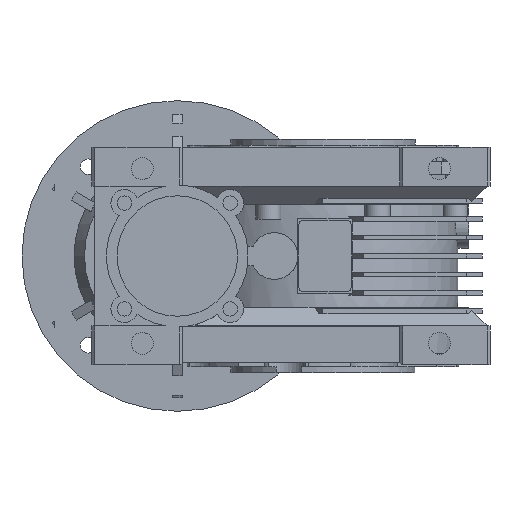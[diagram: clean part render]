
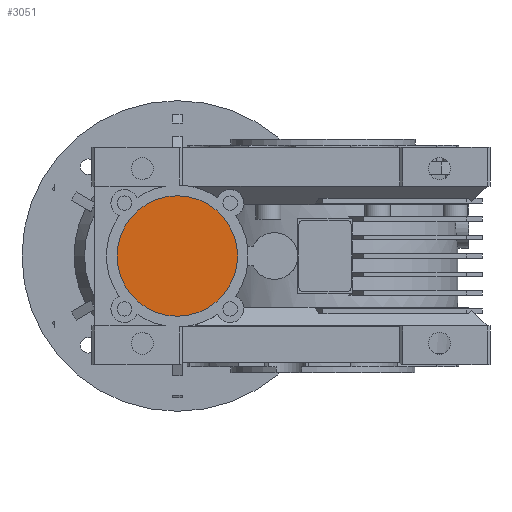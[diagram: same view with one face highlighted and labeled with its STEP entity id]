
A CAD part, left-side view. The second image highlights one B-rep face of the part: STEP entity #3051.
In plain terms, the highlighted face is planar.
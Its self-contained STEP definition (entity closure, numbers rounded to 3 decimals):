
#3051=ADVANCED_FACE('',(#6309),#6310,.T.);
#6309=FACE_OUTER_BOUND('',#9695,.T.);
#6310=PLANE('',#9696);
#9695=EDGE_LOOP('',(#18870));
#9696=AXIS2_PLACEMENT_3D('',#18871,#18872,#18873);
#18870=ORIENTED_EDGE('',*,*,#20820,.T.);
#18871=CARTESIAN_POINT('',(0.,84.51,75.));
#18872=DIRECTION('',(0.,1.,0.));
#18873=DIRECTION('',(1.,0.,0.));
#20820=EDGE_CURVE('',#25535,#25535,#25536,.T.);
#25535=VERTEX_POINT('',#32157);
#25536=CIRCLE('',#32158,31.);
#32157=CARTESIAN_POINT('',(0.,84.51,106.));
#32158=AXIS2_PLACEMENT_3D('',#39007,#39008,#39009);
#39007=CARTESIAN_POINT('',(0.,84.51,75.));
#39008=DIRECTION('',(0.,1.,0.));
#39009=DIRECTION('',(0.,0.,1.));
